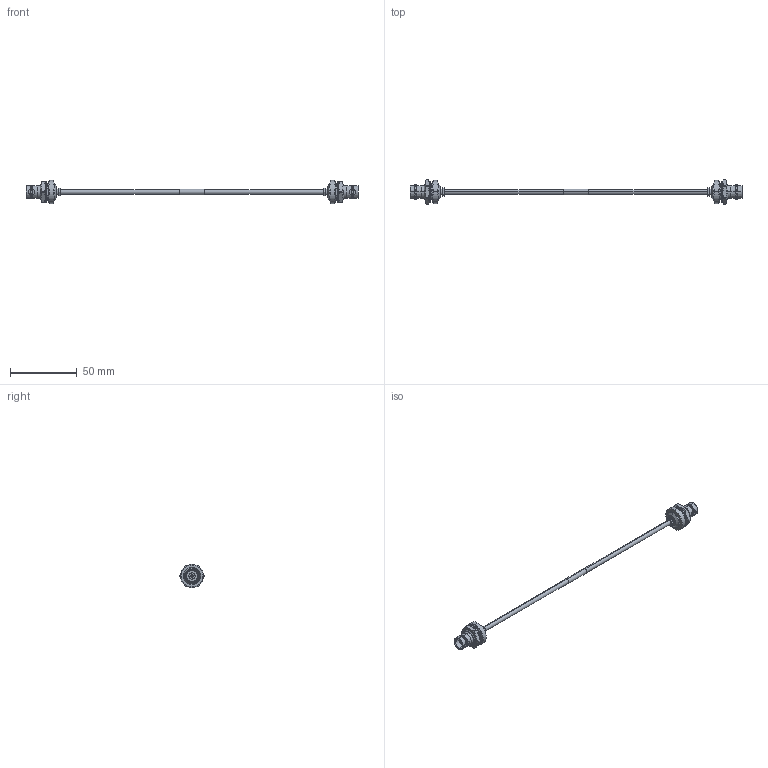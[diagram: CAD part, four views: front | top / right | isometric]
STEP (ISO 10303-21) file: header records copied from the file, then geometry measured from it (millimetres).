
FILE_DESCRIPTION (( 'STEP AP214' ), '1' );
FILE_NAME ('FMCA100380_3D.step', '2025-09-05T22:29:50', ( '' ), ( '' ), 'SwSTEP 2.0', 'SolidWorks 2022', '' );
FILE_SCHEMA (( 'AUTOMOTIVE_DESIGN' ));
Length unit declared in the file: inch
Products named in the file (3): Copy of PE-141FL-NM^FMCA100380_WITH LABEL; PE45880; FMCA100380_3D
Assembly tree (3 placements, depth 2):
  FMCA100380_3D
    Copy of PE-141FL-NM^FMCA100380_WITH LABEL
    PE45880  x2
Bounding box: 248.92 x 18 x 17.45 mm (x, y, z)
Volume: 7204.6 mm3; surface area: 6801.9 mm2
Topology: 5 solids, 5 shells, 622 faces, 1592 edges, 1008 vertices
Faces by surface type: plane 256, cylinder 234, cone 112, torus 20
Entity records: 10265 total; most frequent: CARTESIAN_POINT 2664, ORIENTED_EDGE 1610, DIRECTION 1510, EDGE_CURVE 805, AXIS2_PLACEMENT_3D 608, VERTEX_POINT 510, EDGE_LOOP 335, ADVANCED_FACE 316
